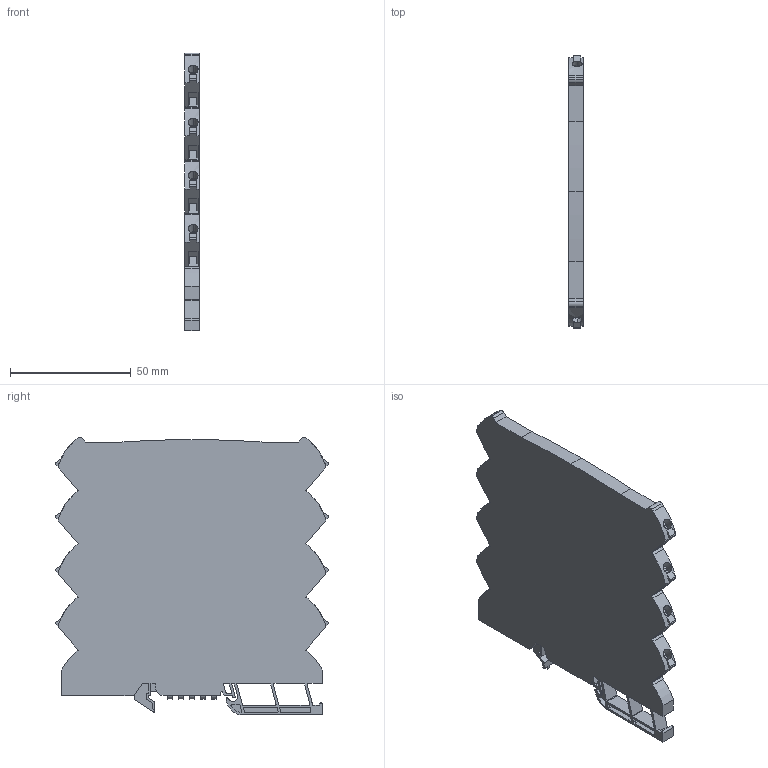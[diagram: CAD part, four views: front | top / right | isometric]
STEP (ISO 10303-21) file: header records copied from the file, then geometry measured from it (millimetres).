
FILE_DESCRIPTION (( 'STEP AP214' ), '1' );
FILE_NAME ('SC6-5200.step', '2018-03-13T16:48:28', ( '' ), ( '' ), 'SwSTEP 2.0', 'SolidWorks 2017', '' );
FILE_SCHEMA (( 'AUTOMOTIVE_DESIGN' ));
Length unit declared in the file: millimetre
Products named in the file (1): SC6-5200
Bounding box: 6.1 x 112.99 x 115 mm (x, y, z)
Volume: 64988.9 mm3; surface area: 28335.2 mm2
Topology: 1 solids, 1 shells, 824 faces, 2273 edges, 1506 vertices
Faces by surface type: plane 547, bspline 160, cylinder 117
Entity records: 32501 total; most frequent: CARTESIAN_POINT 7148, ORIENTED_EDGE 4546, DIRECTION 3573, EDGE_CURVE 2273, LINE 1631, VECTOR 1631, VERTEX_POINT 1506, AXIS2_PLACEMENT_3D 971
